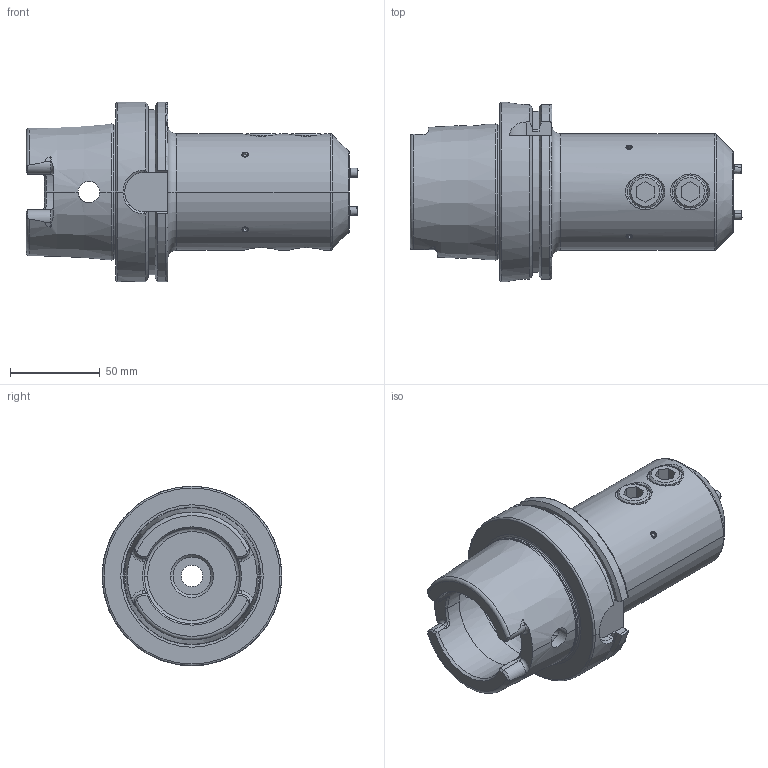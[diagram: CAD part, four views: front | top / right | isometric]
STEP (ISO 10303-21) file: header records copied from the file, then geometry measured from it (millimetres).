
FILE_DESCRIPTION (( 'STEP AP203' ), '1' );
FILE_NAME ('FWA100H-EKH25130.STEP', '2024-01-06T05:33:02', ( '' ), ( '' ), 'SwSTEP 2.0', 'SolidWorks 2023', '' );
FILE_SCHEMA (( 'CONFIG_CONTROL_DESIGN' ));
Length unit declared in the file: millimetre
Products named in the file (6): FWA100H-EKH25130; HSKA100EK25130WW; GS-M18X20X2-DIN1835-B; GS-M4X4_DIN 913 - M4 x 4-N; GS-M5X5_DIN 913 - M5 x 5-N
Assembly tree (12 placements, depth 3):
  FWA100H-EKH25130
    HSKA100EK25130WW
      HSKA100EK25130WW
      GS-M18X20X2-DIN1835-B  x2
      GS-M5X5_DIN 913 - M5 x 5-N  x4
      GS-M4X4_DIN 913 - M4 x 4-N  x4
Bounding box: 184.89 x 100 x 100 mm (x, y, z)
Volume: 537078.8 mm3; surface area: 84951.2 mm2
Topology: 11 solids, 11 shells, 515 faces, 1283 edges, 802 vertices
Faces by surface type: cone 191, plane 145, cylinder 132, torus 33, bspline 10, sphere 4
Entity records: 12708 total; most frequent: CARTESIAN_POINT 4467, ORIENTED_EDGE 1586, DIRECTION 1532, EDGE_CURVE 793, AXIS2_PLACEMENT_3D 615, VERTEX_POINT 494, EDGE_LOOP 347, ADVANCED_FACE 314
